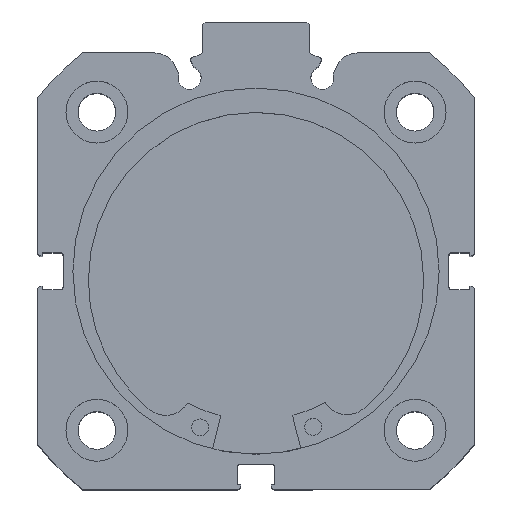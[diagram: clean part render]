
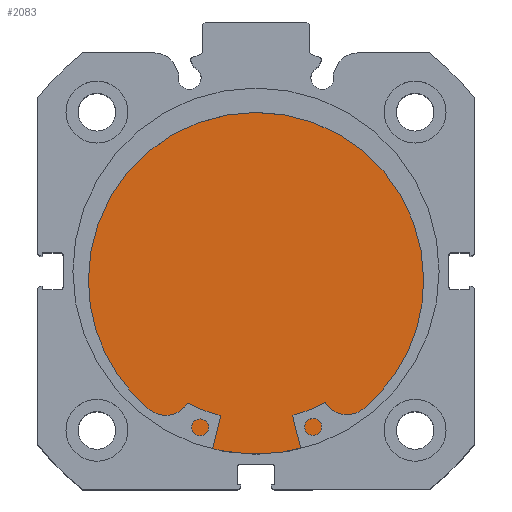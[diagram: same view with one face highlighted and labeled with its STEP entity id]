
A CAD part, top view. The second image highlights one B-rep face of the part: STEP entity #2083.
In plain terms, the highlighted face is planar.
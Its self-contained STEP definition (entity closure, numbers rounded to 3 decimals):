
#96 = ORIENTED_EDGE ( 'NONE', *, *, #5785, .F. ) ;
#99 = ORIENTED_EDGE ( 'NONE', *, *, #5794, .F. ) ;
#610 = FACE_OUTER_BOUND ( 'NONE', #6213, .T. ) ;
#868 = CIRCLE ( 'NONE', #6399, 32.5 ) ;
#880 = CIRCLE ( 'NONE', #6393, 32.5 ) ;
#2083 = ADVANCED_FACE ( 'NONE', ( #610 ), #3455, .F. ) ;
#2277 = CARTESIAN_POINT ( 'NONE',  ( 9.5, 0., 32.5 ) ) ;
#2279 = CARTESIAN_POINT ( 'NONE',  ( 9.5, 0., -32.5 ) ) ;
#3442 = DIRECTION ( 'NONE',  ( 0., 0., 1. ) ) ;
#3447 = DIRECTION ( 'NONE',  ( -1., 0., 0. ) ) ;
#3455 = PLANE ( 'NONE',  #6485 ) ;
#3456 = CARTESIAN_POINT ( 'NONE',  ( 9.5, 32.5, 0. ) ) ;
#5102 = DIRECTION ( 'NONE',  ( 0., 0., 1. ) ) ;
#5103 = DIRECTION ( 'NONE',  ( -1., 0., 0. ) ) ;
#5105 = CARTESIAN_POINT ( 'NONE',  ( 9.5, 0., 0. ) ) ;
#5132 = DIRECTION ( 'NONE',  ( 0., 0., 1. ) ) ;
#5133 = DIRECTION ( 'NONE',  ( -1., 0., 0. ) ) ;
#5135 = CARTESIAN_POINT ( 'NONE',  ( 9.5, 0., 0. ) ) ;
#5614 = VERTEX_POINT ( 'NONE', #2279 ) ;
#5615 = VERTEX_POINT ( 'NONE', #2277 ) ;
#5785 = EDGE_CURVE ( 'NONE', #5615, #5614, #868, .T. ) ;
#5794 = EDGE_CURVE ( 'NONE', #5614, #5615, #880, .T. ) ;
#6213 = EDGE_LOOP ( 'NONE', ( #96, #99 ) ) ;
#6393 = AXIS2_PLACEMENT_3D ( 'NONE', #5105, #5103, #5102 ) ;
#6399 = AXIS2_PLACEMENT_3D ( 'NONE', #5135, #5133, #5132 ) ;
#6485 = AXIS2_PLACEMENT_3D ( 'NONE', #3456, #3447, #3442 ) ;
